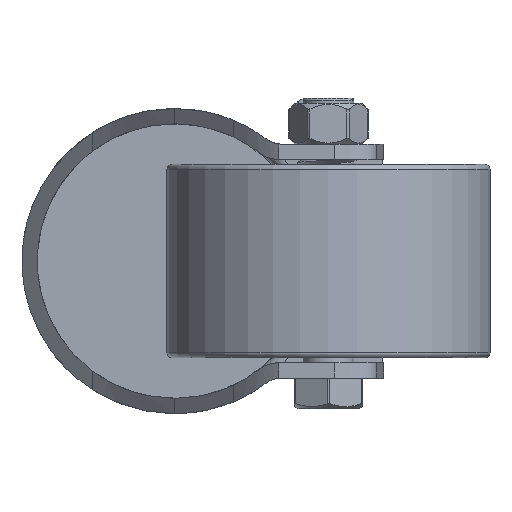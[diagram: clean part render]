
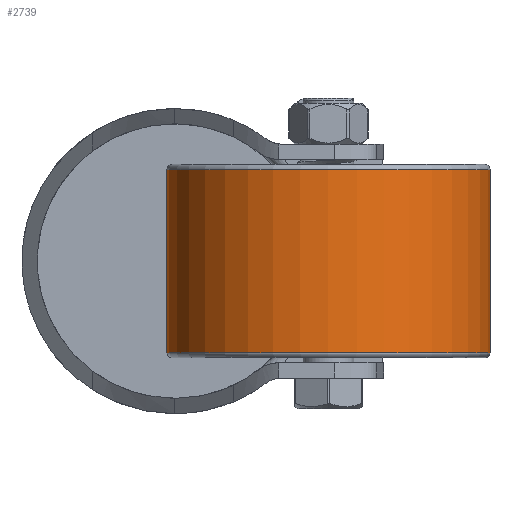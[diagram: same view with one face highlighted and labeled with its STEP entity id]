
A CAD part, front view. The second image highlights one B-rep face of the part: STEP entity #2739.
In plain terms, the highlighted cylindrical face has radius 31.75 mm (diameter 63.5 mm), a partial arc.
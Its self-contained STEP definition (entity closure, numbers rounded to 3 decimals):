
#2467=CARTESIAN_POINT('',(0.,18.,0.));
#2468=DIRECTION('',(0.,1.,0.));
#2469=DIRECTION('',(1.,0.,0.));
#2470=AXIS2_PLACEMENT_3D('',#2467,#2468,#2469);
#2472=CARTESIAN_POINT('',(0.,-18.,0.));
#2473=DIRECTION('',(0.,-1.,0.));
#2474=DIRECTION('',(-1.,0.,0.));
#2475=AXIS2_PLACEMENT_3D('',#2472,#2473,#2474);
#2477=DIRECTION('',(0.,1.,0.));
#2478=VECTOR('',#2477,36.);
#2479=CARTESIAN_POINT('',(31.75,-18.,0.));
#2480=LINE('',#2479,#2478);
#2541=DIRECTION('',(0.,1.,0.));
#2542=VECTOR('',#2541,36.);
#2543=CARTESIAN_POINT('',(-31.75,-18.,0.));
#2544=LINE('',#2543,#2542);
#2617=CARTESIAN_POINT('',(-31.75,18.,0.));
#2618=CARTESIAN_POINT('',(31.75,18.,0.));
#2619=VERTEX_POINT('',#2617);
#2620=VERTEX_POINT('',#2618);
#2625=CARTESIAN_POINT('',(31.75,-18.,0.));
#2626=CARTESIAN_POINT('',(-31.75,-18.,0.));
#2627=VERTEX_POINT('',#2625);
#2628=VERTEX_POINT('',#2626);
#2725=CARTESIAN_POINT('',(0.,-19.,0.));
#2726=DIRECTION('',(0.,1.,0.));
#2727=DIRECTION('',(1.,0.,0.));
#2728=AXIS2_PLACEMENT_3D('',#2725,#2726,#2727);
#2729=CYLINDRICAL_SURFACE('',#2728,31.75);
#2731=ORIENTED_EDGE('',*,*,#2730,.T.);
#2733=ORIENTED_EDGE('',*,*,#2732,.F.);
#2734=ORIENTED_EDGE('',*,*,#2719,.T.);
#2736=ORIENTED_EDGE('',*,*,#2735,.T.);
#2737=EDGE_LOOP('',(#2731,#2733,#2734,#2736));
#2738=FACE_OUTER_BOUND('',#2737,.F.);
#2471=CIRCLE('',#2470,31.75);
#2476=CIRCLE('',#2475,31.75);
#2719=EDGE_CURVE('',#2628,#2627,#2476,.T.);
#2730=EDGE_CURVE('',#2620,#2619,#2471,.T.);
#2732=EDGE_CURVE('',#2628,#2619,#2544,.T.);
#2735=EDGE_CURVE('',#2627,#2620,#2480,.T.);
#2739=ADVANCED_FACE('',(#2738),#2729,.T.);
